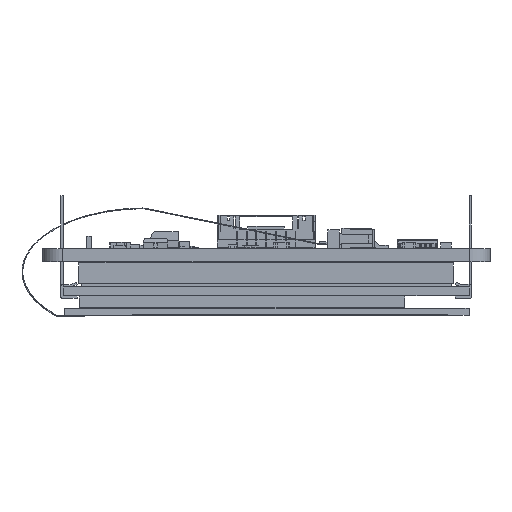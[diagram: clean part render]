
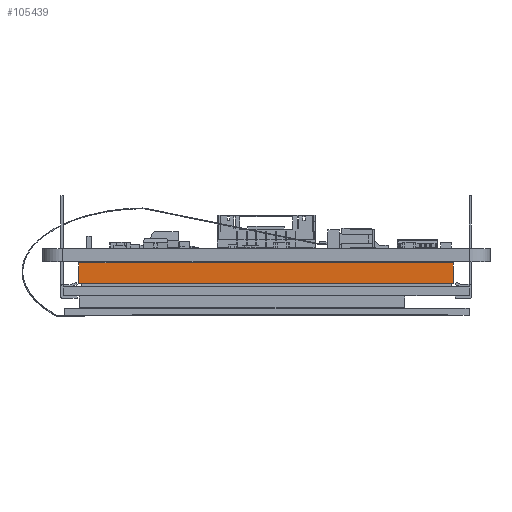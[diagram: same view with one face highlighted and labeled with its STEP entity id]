
A CAD part, left-side view. The second image highlights one B-rep face of the part: STEP entity #105439.
In plain terms, the highlighted face is planar.
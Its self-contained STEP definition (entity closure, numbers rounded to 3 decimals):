
#105397 = EDGE_CURVE('',#105398,#105400,#105402,.T.);
#105398 = VERTEX_POINT('',#105399);
#105399 = CARTESIAN_POINT('',(35.,23.,2.7));
#105400 = VERTEX_POINT('',#105401);
#105401 = CARTESIAN_POINT('',(35.,-23.,2.7));
#105402 = LINE('',#105403,#105404);
#105403 = CARTESIAN_POINT('',(35.,23.,2.7));
#105404 = VECTOR('',#105405,1.);
#105405 = DIRECTION('',(0.,-1.,0.));
#105439 = ADVANCED_FACE('',(#105440),#105465,.T.);
#105440 = FACE_BOUND('',#105441,.T.);
#105441 = EDGE_LOOP('',(#105442,#105450,#105451,#105459));
#105442 = ORIENTED_EDGE('',*,*,#105443,.T.);
#105443 = EDGE_CURVE('',#105444,#105398,#105446,.T.);
#105444 = VERTEX_POINT('',#105445);
#105445 = CARTESIAN_POINT('',(35.,23.,0.15));
#105446 = LINE('',#105447,#105448);
#105447 = CARTESIAN_POINT('',(35.,23.,0.15));
#105448 = VECTOR('',#105449,1.);
#105449 = DIRECTION('',(0.,0.,1.));
#105450 = ORIENTED_EDGE('',*,*,#105397,.T.);
#105451 = ORIENTED_EDGE('',*,*,#105452,.F.);
#105452 = EDGE_CURVE('',#105453,#105400,#105455,.T.);
#105453 = VERTEX_POINT('',#105454);
#105454 = CARTESIAN_POINT('',(35.,-23.,0.15));
#105455 = LINE('',#105456,#105457);
#105456 = CARTESIAN_POINT('',(35.,-23.,0.15));
#105457 = VECTOR('',#105458,1.);
#105458 = DIRECTION('',(0.,0.,1.));
#105459 = ORIENTED_EDGE('',*,*,#105460,.F.);
#105460 = EDGE_CURVE('',#105444,#105453,#105461,.T.);
#105461 = LINE('',#105462,#105463);
#105462 = CARTESIAN_POINT('',(35.,23.,0.15));
#105463 = VECTOR('',#105464,1.);
#105464 = DIRECTION('',(0.,-1.,0.));
#105465 = PLANE('',#105466);
#105466 = AXIS2_PLACEMENT_3D('',#105467,#105468,#105469);
#105467 = CARTESIAN_POINT('',(35.,23.,0.15));
#105468 = DIRECTION('',(1.,0.,0.));
#105469 = DIRECTION('',(0.,-1.,0.));
